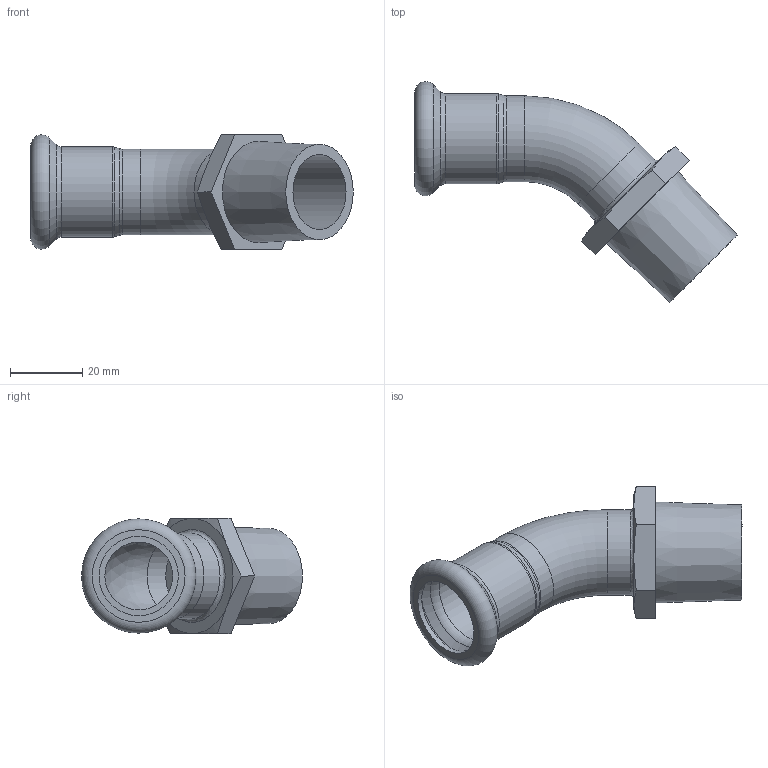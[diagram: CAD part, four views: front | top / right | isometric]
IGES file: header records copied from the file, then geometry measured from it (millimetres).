
Global section: file name: No Iges File Name specified; native system: Autodesk Inventor 2012; preprocessor: AutoDesk Inventor Iges Exporter R2012; author: aporro; date: 20130603.113354; units: millimetre
Bounding box: 89.41 x 61.26 x 32 mm (x, y, z)
Volume: 18750.7 mm3; surface area: 15966.2 mm2
Topology: 1 solids, 1 shells, 43 faces, 83 edges, 49 vertices
Faces by surface type: plane 15, revolution 12, cone 9, torus 4, cylinder 3
Full cylindrical faces by diameter (mm): 23.8 x2, 25 x1
